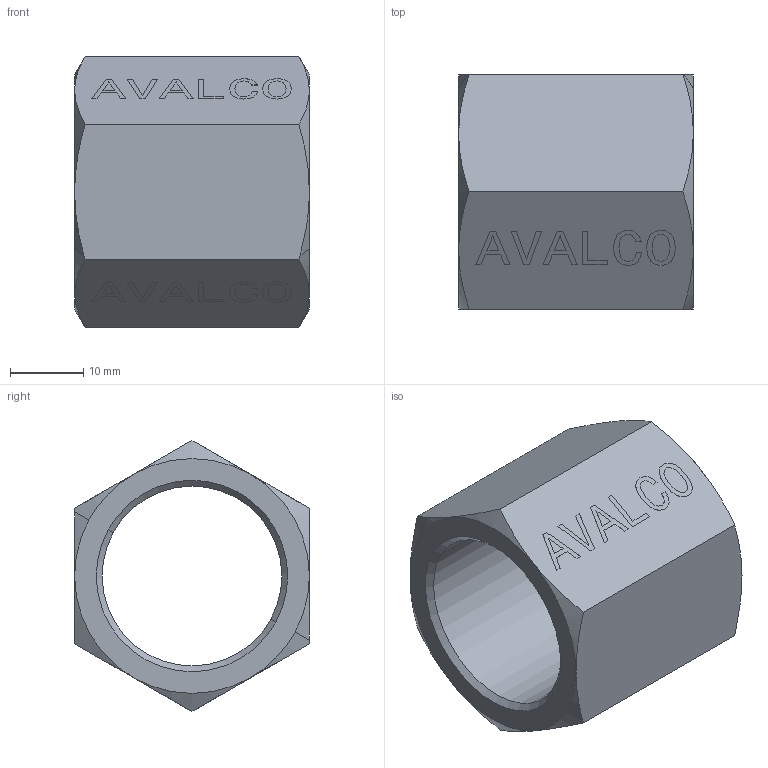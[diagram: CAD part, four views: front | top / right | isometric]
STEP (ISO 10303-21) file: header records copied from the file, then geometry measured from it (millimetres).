
FILE_DESCRIPTION(( 'RX.13.00.34.stp' ), '1');
FILE_NAME( 'RX.13.00.34.stp', '2019-06-19T16:58:03',( 'Sopra'),('sopra-pneumatic.com'), 'SwSTEP 2.0','SolidWorks 2009','' );
FILE_SCHEMA(('CONFIG_CONTROL_DESIGN'));
Length unit declared in the file: millimetre
Products named in the file (1): DN543-G34
Bounding box: 32 x 32 x 36.95 mm (x, y, z)
Volume: 13169.2 mm3; surface area: 6691.6 mm2
Topology: 1 solids, 1 shells, 366 faces, 995 edges, 658 vertices
Faces by surface type: plane 344, cone 20, cylinder 2
Entity records: 11031 total; most frequent: CARTESIAN_POINT 2078, ORIENTED_EDGE 1990, DIRECTION 1555, EDGE_CURVE 995, VECTOR 943, LINE 943, VERTEX_POINT 658, EDGE_LOOP 395
